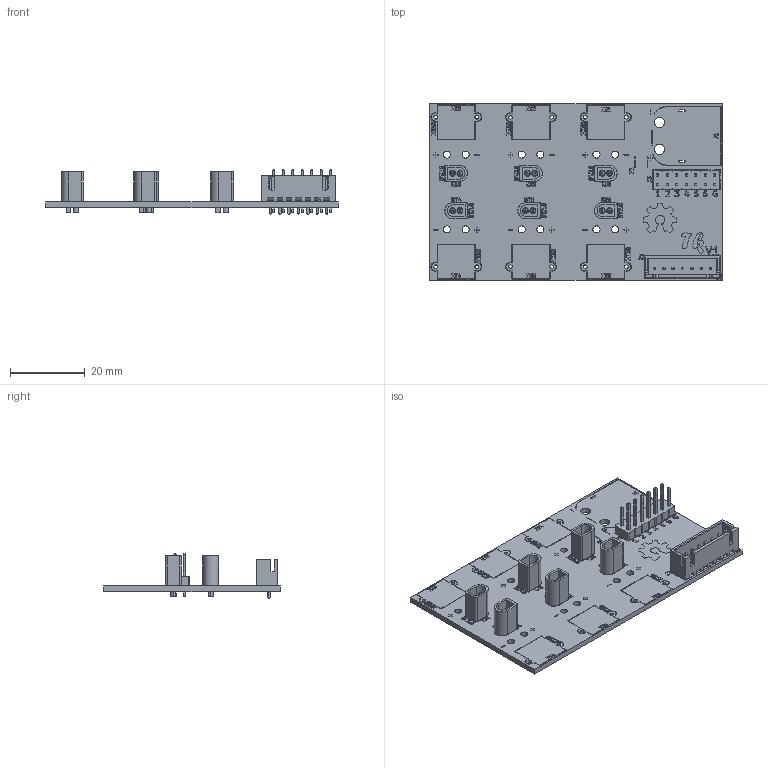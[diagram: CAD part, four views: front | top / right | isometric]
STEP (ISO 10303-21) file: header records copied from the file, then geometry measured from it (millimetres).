
FILE_DESCRIPTION(('KiCad electronic assembly'),'2;1');
FILE_NAME('1S-charging-board_PCB.step','2025-11-28T19:58:57',('Pcbnew'), ('Kicad'),'Open CASCADE STEP processor 7.8','KiCad to STEP converter', 'Unknown');
FILE_SCHEMA(('AUTOMOTIVE_DESIGN { 1 0 10303 214 1 1 1 1 }'));
Length unit declared in the file: millimetre
Products named in the file (7): 1S-charging-board_PCB 1; BT2.0-from_Riley; PinHeader_2x07_P2.54mm_Vertical; JST_XH_B7B-XH-A_1x07_P2.50mm_Vertical; 1S-charging-board_PCB_silkscreen; 1S-charging-board_PCB_PCB
Assembly tree (11 placements, depth 2):
  1S-charging-board_PCB 1
    BT2.0-from_Riley  x6
    PinHeader_2x07_P2.54mm_Vertical
    JST_XH_B7B-XH-A_1x07_P2.50mm_Vertical
    1S-charging-board_PCB_silkscreen
    1S-charging-board_PCB_silkscreen
    1S-charging-board_PCB_PCB
Bounding box: 78.34 x 47.2 x 11.94 mm (x, y, z)
Volume: 6894.7 mm3; surface area: 11985.9 mm2
Topology: 21 solids, 188 shells, 1081 faces, 7241 edges, 10725 vertices
Faces by surface type: plane 918, cylinder 139, bspline 12, cone 12
Full cylindrical faces by diameter (mm): 0.95 x7, 1 x38, 1.3 x12, 1.4 x12, 1.6 x24, 1.9 x12, 2.7 x2
Entity records: 57608 total; most frequent: CARTESIAN_POINT 11798, DIRECTION 8056, ORIENTED_EDGE 6703, EDGE_CURVE 5133, VERTEX_POINT 4555, LINE 4338, VECTOR 4338, AXIS2_PLACEMENT_3D 1859
